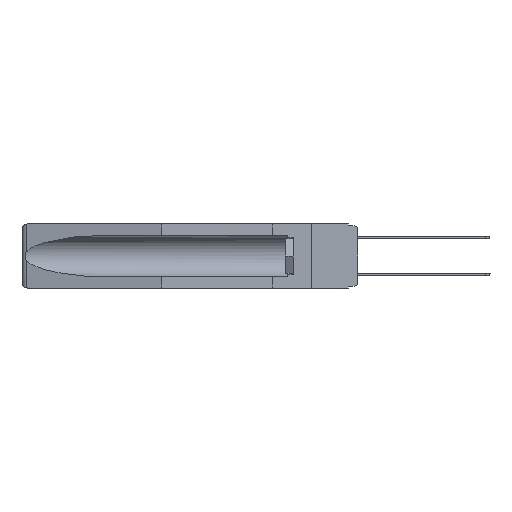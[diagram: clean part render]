
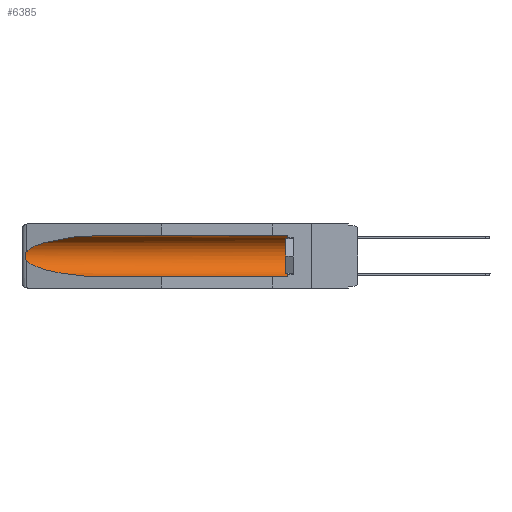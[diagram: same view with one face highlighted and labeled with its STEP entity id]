
A CAD part, left-side view. The second image highlights one B-rep face of the part: STEP entity #6385.
In plain terms, the highlighted cylindrical face has radius 2.857 mm (diameter 5.715 mm), a partial arc.
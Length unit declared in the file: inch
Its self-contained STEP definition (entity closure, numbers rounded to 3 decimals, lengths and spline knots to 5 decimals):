
#459 = EDGE_CURVE ( 'NONE', #13582, #5170, #1371, .T. ) ;
#630 = CARTESIAN_POINT ( 'NONE',  ( 0.155, -0.30754, -0.059 ) ) ;
#772 = CARTESIAN_POINT ( 'NONE',  ( 0.25451, 1.48313, -0.09465 ) ) ;
#1090 = CARTESIAN_POINT ( 'NONE',  ( 0.2673, 1.53269, -0.17917 ) ) ;
#1371 = CIRCLE ( 'NONE', #18666, 0.1125 ) ;
#1985 = LINE ( 'NONE', #630, #13108 ) ;
#2397 = FACE_OUTER_BOUND ( 'NONE', #7588, .T. ) ;
#2426 = CARTESIAN_POINT ( 'NONE',  ( 0.26654, 1.53092, -0.15636 ) ) ;
#2767 = DIRECTION ( 'NONE',  ( 0., 1., 0. ) ) ;
#3063 = CARTESIAN_POINT ( 'NONE',  ( 0.155, 0.126, -0.1715 ) ) ;
#3327 = CARTESIAN_POINT ( 'NONE',  ( 0.26537, 1.52718, -0.19328 ) ) ;
#3759 = CARTESIAN_POINT ( 'NONE',  ( 0.2675, 1.53308, -0.16763 ) ) ;
#4644 = ORIENTED_EDGE ( 'NONE', *, *, #459, .T. ) ;
#5112 = VERTEX_POINT ( 'NONE', #10971 ) ;
#5170 = VERTEX_POINT ( 'NONE', #14447 ) ;
#5193 = CARTESIAN_POINT ( 'NONE',  ( 0.26537, 1.52718, -0.19328 ) ) ;
#5261 = CARTESIAN_POINT ( 'NONE',  ( 0.21114, 1.30732, -0.059 ) ) ;
#5605 = VECTOR ( 'NONE', #2767, 39.37008 ) ;
#6125 = DIRECTION ( 'NONE',  ( 0., -1., 0. ) ) ;
#6385 = ADVANCED_FACE ( 'NONE', ( #2397 ), #11263, .F. ) ;
#6574 = EDGE_CURVE ( 'NONE', #13582, #5112, #16018, .T. ) ;
#6798 = CARTESIAN_POINT ( 'NONE',  ( 0.155, 1.07973, -0.059 ) ) ;
#6799 = DIRECTION ( 'NONE',  ( 0., 1., 0. ) ) ;
#6827 = CARTESIAN_POINT ( 'NONE',  ( 0.26597, 1.5296, -0.19026 ) ) ;
#7379 = DIRECTION ( 'NONE',  ( 0., 0., 1. ) ) ;
#7502 = EDGE_CURVE ( 'NONE', #5170, #14868, #1985, .T. ) ;
#7588 = EDGE_LOOP ( 'NONE', ( #9408, #13785, #13701, #12001, #4644, #13835 ) ) ;
#7749 = CARTESIAN_POINT ( 'NONE',  ( 0.25451, 1.48313, -0.24835 ) ) ;
#8292 = CARTESIAN_POINT ( 'NONE',  ( 0.2673, 1.5327, -0.16383 ) ) ;
#8486 = CARTESIAN_POINT ( 'NONE',  ( 0.2675, 1.53308, -0.17534 ) ) ;
#8793 = CARTESIAN_POINT ( 'NONE',  ( 0.155, 0.126, -0.284 ) ) ;
#8942 =( BOUNDED_CURVE ( )  B_SPLINE_CURVE ( 3, ( #3327, #7749, #13557, #15112 ),
 .UNSPECIFIED., .F., .T. ) 
 B_SPLINE_CURVE_WITH_KNOTS ( ( 4, 4 ),
 ( 0.1948, 1.5708 ),
 .UNSPECIFIED. ) 
 CURVE ( )  GEOMETRIC_REPRESENTATION_ITEM ( )  RATIONAL_B_SPLINE_CURVE ( ( 1., 0.848, 0.848, 1. ) ) 
 REPRESENTATION_ITEM ( '' )  );
#8986 = EDGE_CURVE ( 'NONE', #14868, #11074, #9682, .T. ) ;
#9408 = ORIENTED_EDGE ( 'NONE', *, *, #8986, .T. ) ;
#9424 = CARTESIAN_POINT ( 'NONE',  ( 0.26537, 1.52718, -0.14972 ) ) ;
#9682 =( BOUNDED_CURVE ( )  B_SPLINE_CURVE ( 3, ( #6798, #5261, #772, #9424 ),
 .UNSPECIFIED., .F., .T. ) 
 B_SPLINE_CURVE_WITH_KNOTS ( ( 4, 4 ),
 ( 4.71239, 6.08839 ),
 .UNSPECIFIED. ) 
 CURVE ( )  GEOMETRIC_REPRESENTATION_ITEM ( )  RATIONAL_B_SPLINE_CURVE ( ( 1., 0.848, 0.848, 1. ) ) 
 REPRESENTATION_ITEM ( '' )  );
#9869 = EDGE_CURVE ( 'NONE', #11074, #15201, #13714, .T. ) ;
#10971 = CARTESIAN_POINT ( 'NONE',  ( 0.155, 1.07973, -0.284 ) ) ;
#11074 = VERTEX_POINT ( 'NONE', #15619 ) ;
#11263 = CYLINDRICAL_SURFACE ( 'NONE', #16761, 0.1125 ) ;
#12001 = ORIENTED_EDGE ( 'NONE', *, *, #6574, .F. ) ;
#12456 = CARTESIAN_POINT ( 'NONE',  ( 0.26537, 1.52718, -0.14972 ) ) ;
#12544 = CARTESIAN_POINT ( 'NONE',  ( 0.26655, 1.53094, -0.18657 ) ) ;
#12770 = EDGE_CURVE ( 'NONE', #15201, #5112, #8942, .T. ) ;
#13002 = CARTESIAN_POINT ( 'NONE',  ( 0.155, -0.30754, -0.284 ) ) ;
#13108 = VECTOR ( 'NONE', #16685, 39.37008 ) ;
#13557 = CARTESIAN_POINT ( 'NONE',  ( 0.21114, 1.30732, -0.284 ) ) ;
#13582 = VERTEX_POINT ( 'NONE', #8793 ) ;
#13701 = ORIENTED_EDGE ( 'NONE', *, *, #12770, .T. ) ;
#13714 = B_SPLINE_CURVE_WITH_KNOTS ( 'NONE', 3,
 ( #12456, #18484, #2426, #8292, #3759, #8486, #1090, #12544, #6827, #5193 ),
 .UNSPECIFIED., .F., .F.,
 ( 4, 2, 2, 2, 4 ),
 ( 0., 0.00029, 0.00058, 0.00087, 0.00117 ),
 .UNSPECIFIED. ) ;
#13785 = ORIENTED_EDGE ( 'NONE', *, *, #9869, .T. ) ;
#13835 = ORIENTED_EDGE ( 'NONE', *, *, #7502, .T. ) ;
#14447 = CARTESIAN_POINT ( 'NONE',  ( 0.155, 0.126, -0.059 ) ) ;
#14868 = VERTEX_POINT ( 'NONE', #17919 ) ;
#15112 = CARTESIAN_POINT ( 'NONE',  ( 0.155, 1.07973, -0.284 ) ) ;
#15201 = VERTEX_POINT ( 'NONE', #17882 ) ;
#15539 = CARTESIAN_POINT ( 'NONE',  ( 0.155, -0.30754, -0.1715 ) ) ;
#15619 = CARTESIAN_POINT ( 'NONE',  ( 0.26537, 1.52718, -0.14972 ) ) ;
#15629 = DIRECTION ( 'NONE',  ( 0., 0., 1. ) ) ;
#16018 = LINE ( 'NONE', #13002, #5605 ) ;
#16685 = DIRECTION ( 'NONE',  ( 0., 1., 0. ) ) ;
#16761 = AXIS2_PLACEMENT_3D ( 'NONE', #15539, #6799, #15629 ) ;
#17882 = CARTESIAN_POINT ( 'NONE',  ( 0.26537, 1.52718, -0.19328 ) ) ;
#17919 = CARTESIAN_POINT ( 'NONE',  ( 0.155, 1.07973, -0.059 ) ) ;
#18484 = CARTESIAN_POINT ( 'NONE',  ( 0.26597, 1.52961, -0.15275 ) ) ;
#18666 = AXIS2_PLACEMENT_3D ( 'NONE', #3063, #6125, #7379 ) ;
